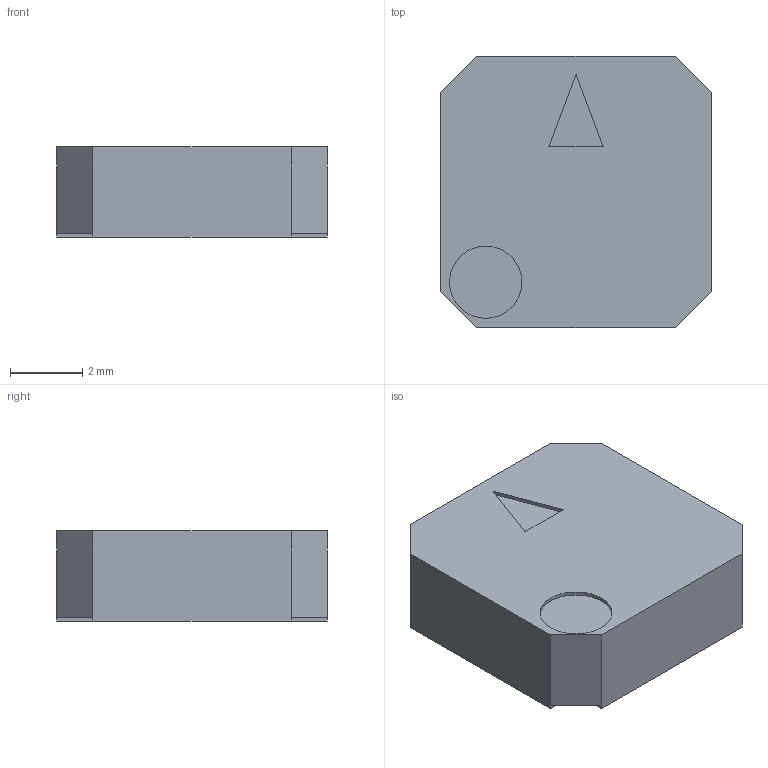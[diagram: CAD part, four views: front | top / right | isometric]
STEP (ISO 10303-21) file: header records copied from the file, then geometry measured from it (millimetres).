
FILE_DESCRIPTION(('FreeCAD Model'),'2;1');
FILE_NAME( 'KLJ-7525-3627.step', '2019-02-01T11:40:46',('Author'),(''), 'Open CASCADE STEP processor 7.2','FreeCAD','Unknown');
FILE_SCHEMA(('AUTOMOTIVE_DESIGN { 1 0 10303 214 1 1 1 1 }'));
Length unit declared in the file: millimetre
Products named in the file (1): Main
Bounding box: 7.5 x 7.5 x 2.5 mm (x, y, z)
Volume: 135 mm3; surface area: 179.1 mm2
Topology: 1 solids, 1 shells, 28 faces, 64 edges, 40 vertices
Faces by surface type: plane 27, cylinder 1
Full cylindrical faces by diameter (mm): 2 x1
Entity records: 1622 total; most frequent: CARTESIAN_POINT 267, DIRECTION 251, LINE 188, VECTOR 188, ORIENTED_EDGE 128, PCURVE 128, DEFINITIONAL_REPRESENTATION 128, EDGE_CURVE 64
